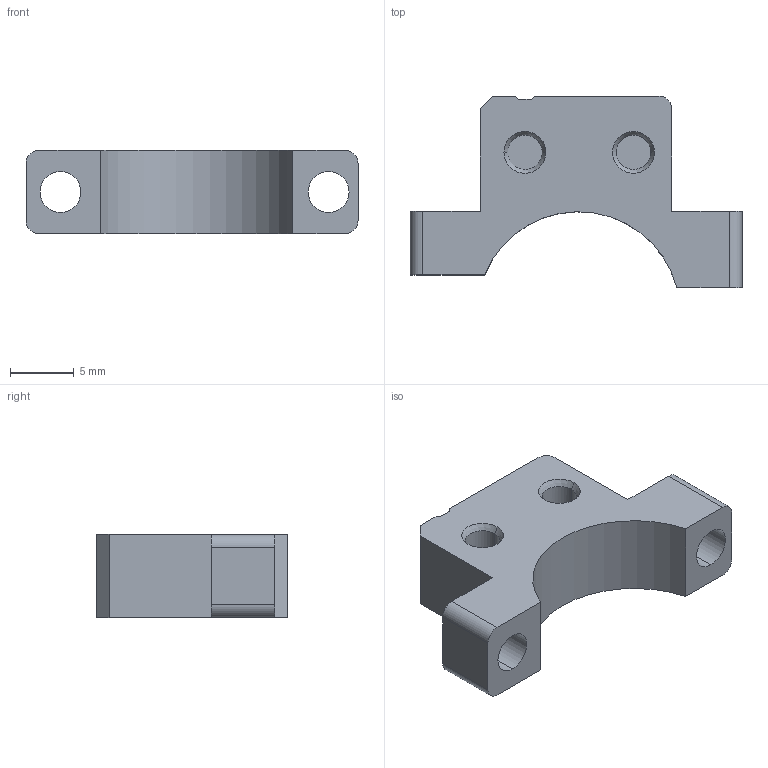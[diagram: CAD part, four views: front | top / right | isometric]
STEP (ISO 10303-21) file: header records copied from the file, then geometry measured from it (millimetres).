
FILE_DESCRIPTION (( 'STEP AP214' ), '1' );
FILE_NAME ('BearingClampRefSwitch.STEP', '2024-02-18T09:53:00', ( '' ), ( '' ), 'SwSTEP 2.0', '', '' );
FILE_SCHEMA (( 'AUTOMOTIVE_DESIGN' ));
Length unit declared in the file: millimetre
Products named in the file (1): BearingClampRefSwitch
Bounding box: 26 x 15 x 6.5 mm (x, y, z)
Volume: 1104 mm3; surface area: 1286.1 mm2
Topology: 1 solids, 1 shells, 42 faces, 116 edges, 76 vertices
Faces by surface type: plane 22, cylinder 16, cone 4
Entity records: 1416 total; most frequent: CARTESIAN_POINT 267, DIRECTION 232, ORIENTED_EDGE 232, EDGE_CURVE 116, VECTOR 78, LINE 78, AXIS2_PLACEMENT_3D 77, VERTEX_POINT 76
